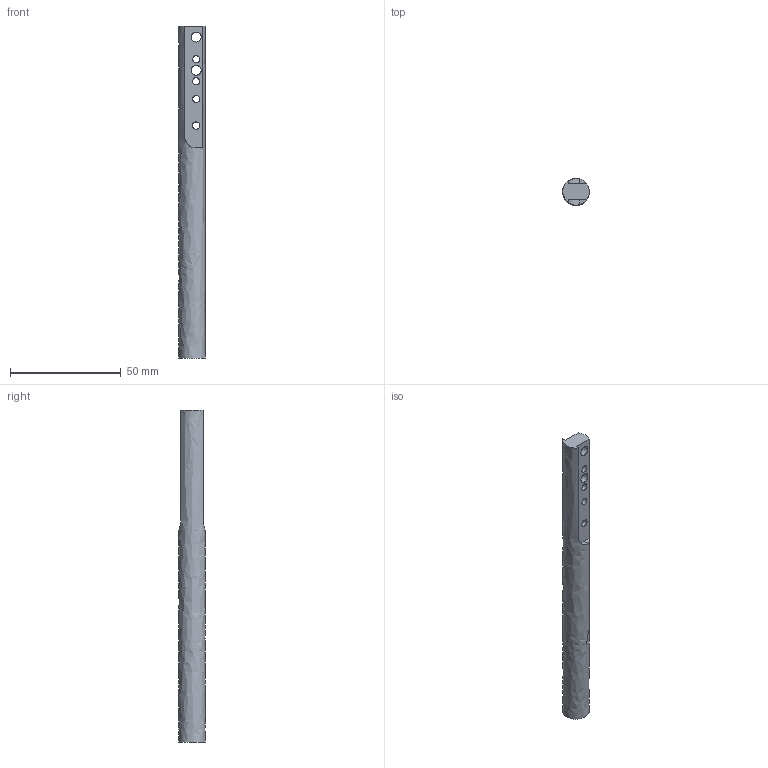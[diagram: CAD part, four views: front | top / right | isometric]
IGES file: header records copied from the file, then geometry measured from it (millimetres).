
Global section: file name: SH-U1-12-150-V; native system: Autodesk Inventor 2016; preprocessor: unknown; author: lck; organization: di-soric GmbH & Co. KG; date: 20151013.084538; units: millimetre
Bounding box: 12 x 12 x 150 mm (x, y, z)
Volume: 14820.8 mm3; surface area: 6296.7 mm2
Topology: 1 solids, 1 shells, 17 faces, 51 edges, 36 vertices
Faces by surface type: bspline 17
